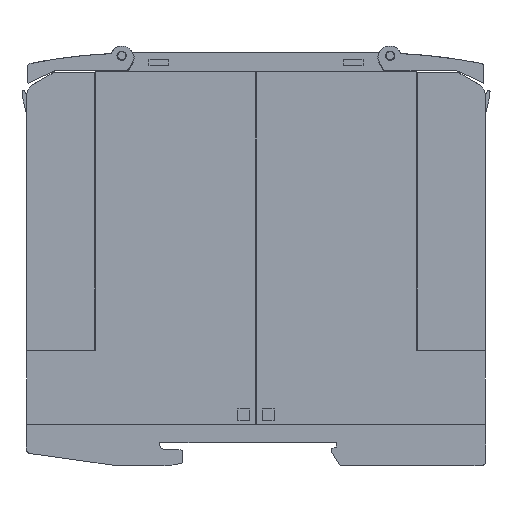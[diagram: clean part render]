
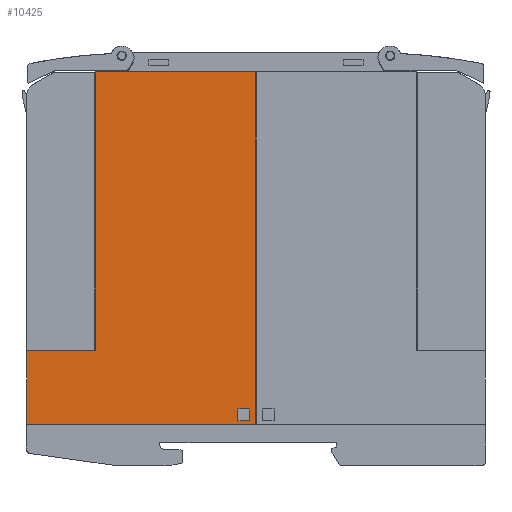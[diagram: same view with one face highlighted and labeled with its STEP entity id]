
A CAD part, left-side view. The second image highlights one B-rep face of the part: STEP entity #10425.
In plain terms, the highlighted planar face has unit normal (-1, 0, 0).
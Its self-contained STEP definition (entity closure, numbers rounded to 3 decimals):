
#10425=ADVANCED_FACE('',(#27350,#27351),#27352,.T.);
#14429=VERTEX_POINT('',#31398);
#14435=VERTEX_POINT('',#31404);
#14437=EDGE_CURVE('',#14435,#14429,#31406,.T.);
#14481=VERTEX_POINT('',#31450);
#14483=EDGE_CURVE('',#14481,#14435,#31452,.T.);
#22661=VERTEX_POINT('',#39630);
#22665=VERTEX_POINT('',#39634);
#22667=EDGE_CURVE('',#22665,#22661,#39636,.T.);
#22861=VERTEX_POINT('',#39830);
#22865=VERTEX_POINT('',#39834);
#22867=EDGE_CURVE('',#22865,#22861,#39836,.T.);
#22879=VERTEX_POINT('',#39848);
#22883=EDGE_CURVE('',#22861,#22879,#39852,.T.);
#22899=VERTEX_POINT('',#39868);
#22901=EDGE_CURVE('',#22899,#22665,#39870,.T.);
#22913=VERTEX_POINT('',#39882);
#22915=EDGE_CURVE('',#22913,#22865,#39884,.T.);
#22921=EDGE_CURVE('',#22879,#22913,#39890,.T.);
#22925=EDGE_CURVE('',#22899,#14429,#39894,.T.);
#22929=EDGE_CURVE('',#22661,#14481,#39898,.T.);
#27350=FACE_OUTER_BOUND('',#44309,.T.);
#27351=FACE_BOUND('',#44310,.T.);
#27352=PLANE('',#44311);
#31398=CARTESIAN_POINT('',(0.05,100.899,25.101));
#31404=CARTESIAN_POINT('',(0.05,85.799,25.101));
#31406=LINE('',#50963,#50964);
#31450=CARTESIAN_POINT('',(0.05,85.799,85.801));
#31452=LINE('',#51033,#51034);
#39630=CARTESIAN_POINT('',(0.05,50.999,85.801));
#39634=CARTESIAN_POINT('',(0.05,50.999,9.001));
#39636=LINE('',#64247,#64248);
#39830=CARTESIAN_POINT('',(0.05,54.899,9.801));
#39834=CARTESIAN_POINT('',(0.05,52.299,9.801));
#39836=LINE('',#64565,#64566);
#39848=CARTESIAN_POINT('',(0.05,54.899,12.401));
#39852=LINE('',#64593,#64594);
#39868=CARTESIAN_POINT('',(0.05,100.899,9.001));
#39870=LINE('',#64621,#64622);
#39882=CARTESIAN_POINT('',(0.05,52.299,12.401));
#39884=LINE('',#64643,#64644);
#39890=LINE('',#64655,#64656);
#39894=LINE('',#64663,#64664);
#39898=LINE('',#64671,#64672);
#44309=EDGE_LOOP('',(#77882,#77883,#77884,#77885,#77886,#77887));
#44310=EDGE_LOOP('',(#77888,#77889,#77890,#77891));
#44311=AXIS2_PLACEMENT_3D('',#77892,#77893,#77894);
#50963=CARTESIAN_POINT('',(0.05,72.199,25.101));
#50964=VECTOR('',#79813,1.0);
#51033=CARTESIAN_POINT('',(0.05,85.799,32.226));
#51034=VECTOR('',#79825,1.0);
#64247=CARTESIAN_POINT('',(0.05,50.999,9.001));
#64248=VECTOR('',#83036,1.0);
#64565=CARTESIAN_POINT('',(0.05,52.299,9.801));
#64566=VECTOR('',#83095,1.0);
#64593=CARTESIAN_POINT('',(0.05,54.899,10.051));
#64594=VECTOR('',#83101,1.0);
#64621=CARTESIAN_POINT('',(0.05,100.899,9.001));
#64622=VECTOR('',#83106,1.0);
#64643=CARTESIAN_POINT('',(0.05,52.299,10.051));
#64644=VECTOR('',#83110,1.0);
#64655=CARTESIAN_POINT('',(0.05,52.299,12.401));
#64656=VECTOR('',#83113,1.0);
#64663=CARTESIAN_POINT('',(0.05,100.899,9.001));
#64664=VECTOR('',#83115,1.0);
#64671=CARTESIAN_POINT('',(0.05,100.899,85.801));
#64672=VECTOR('',#83117,1.0);
#77882=ORIENTED_EDGE('',*,*,#14437,.T.);
#77883=ORIENTED_EDGE('',*,*,#22925,.F.);
#77884=ORIENTED_EDGE('',*,*,#22901,.T.);
#77885=ORIENTED_EDGE('',*,*,#22667,.T.);
#77886=ORIENTED_EDGE('',*,*,#22929,.T.);
#77887=ORIENTED_EDGE('',*,*,#14483,.T.);
#77888=ORIENTED_EDGE('',*,*,#22915,.T.);
#77889=ORIENTED_EDGE('',*,*,#22867,.T.);
#77890=ORIENTED_EDGE('',*,*,#22883,.T.);
#77891=ORIENTED_EDGE('',*,*,#22921,.T.);
#77892=CARTESIAN_POINT('',(0.05,50.999,9.001));
#77893=DIRECTION('',(-1.0,0.0,0.0));
#77894=DIRECTION('',(0.0,1.0,0.0));
#79813=DIRECTION('',(0.0,1.0,0.0));
#79825=DIRECTION('',(0.0,0.0,-1.0));
#83036=DIRECTION('',(0.0,0.0,1.0));
#83095=DIRECTION('',(0.0,1.0,0.0));
#83101=DIRECTION('',(0.0,0.0,1.0));
#83106=DIRECTION('',(0.0,-1.0,0.0));
#83110=DIRECTION('',(0.0,0.0,-1.0));
#83113=DIRECTION('',(0.0,-1.0,0.0));
#83115=DIRECTION('',(0.0,0.0,1.0));
#83117=DIRECTION('',(0.0,1.0,0.0));
